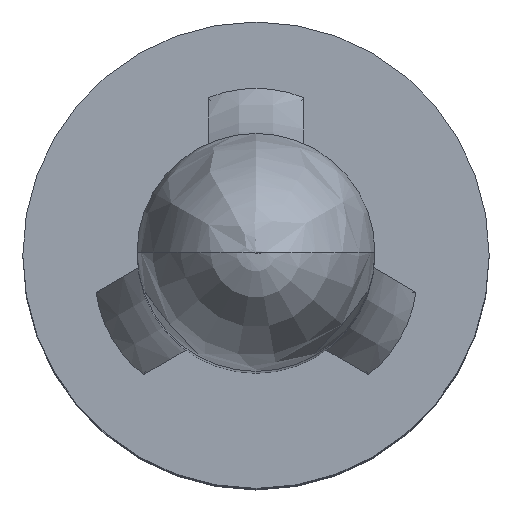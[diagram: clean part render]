
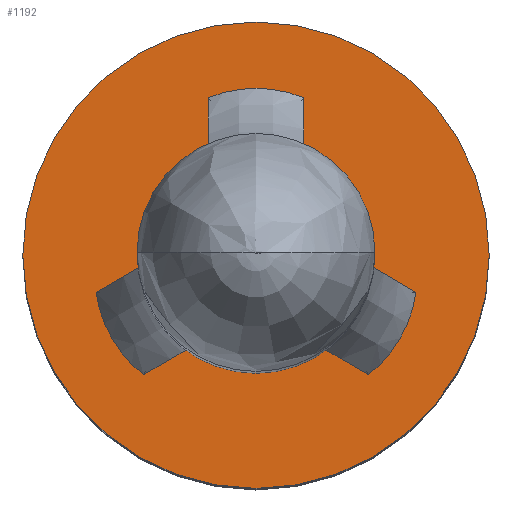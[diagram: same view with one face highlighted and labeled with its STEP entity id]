
A CAD part, top view. The second image highlights one B-rep face of the part: STEP entity #1192.
In plain terms, the highlighted planar face has unit normal (0, 0, 1).
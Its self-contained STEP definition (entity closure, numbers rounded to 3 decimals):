
#187=CARTESIAN_POINT('',(0.,0.,-5.5));
#188=DIRECTION('',(0.,0.,-1.));
#189=DIRECTION('',(-1.,0.,0.));
#190=AXIS2_PLACEMENT_3D('',#187,#188,#189);
#192=CARTESIAN_POINT('',(0.,0.,-5.5));
#193=DIRECTION('',(0.,0.,1.));
#194=DIRECTION('',(-1.,0.,0.));
#195=AXIS2_PLACEMENT_3D('',#192,#193,#194);
#197=DIRECTION('',(0.,-1.,0.));
#198=VECTOR('',#197,0.1);
#199=CARTESIAN_POINT('',(0.1,-1.045,-5.5));
#200=LINE('',#199,#198);
#201=CARTESIAN_POINT('',(0.,0.,-5.5));
#202=DIRECTION('',(0.,0.,1.));
#203=DIRECTION('',(0.087,-0.996,0.));
#204=AXIS2_PLACEMENT_3D('',#201,#202,#203);
#206=DIRECTION('',(0.,1.,0.));
#207=VECTOR('',#206,0.1);
#208=CARTESIAN_POINT('',(-0.1,-1.146,
-5.5));
#209=LINE('',#208,#207);
#264=CARTESIAN_POINT('',(0.,0.,-5.5));
#265=DIRECTION('',(0.,0.,1.));
#266=DIRECTION('',(-0.095,-0.995,0.));
#267=AXIS2_PLACEMENT_3D('',#264,#265,#266);
#784=CARTESIAN_POINT('',(-2.45,0.,-5.5));
#786=VERTEX_POINT('',#784);
#797=CARTESIAN_POINT('',(2.45,0.,-5.5));
#799=VERTEX_POINT('',#797);
#870=CARTESIAN_POINT('',(0.1,-1.045,-5.5));
#871=CARTESIAN_POINT('',(0.1,-1.146,-5.5));
#872=VERTEX_POINT('',#870);
#873=VERTEX_POINT('',#871);
#874=CARTESIAN_POINT('',(-0.1,-1.146,
-5.5));
#875=VERTEX_POINT('',#874);
#876=CARTESIAN_POINT('',(-0.1,-1.045,
-5.5));
#877=VERTEX_POINT('',#876);
#1173=CARTESIAN_POINT('',(0.,0.,-5.5));
#1174=DIRECTION('',(0.,0.,1.));
#1175=DIRECTION('',(-1.,0.,0.));
#1176=AXIS2_PLACEMENT_3D('',#1173,#1174,#1175);
#1177=PLANE('',#1176);
#1178=ORIENTED_EDGE('',*,*,#1168,.T.);
#1179=ORIENTED_EDGE('',*,*,#1152,.F.);
#1180=EDGE_LOOP('',(#1178,#1179));
#1181=FACE_OUTER_BOUND('',#1180,.F.);
#1183=ORIENTED_EDGE('',*,*,#1182,.T.);
#1185=ORIENTED_EDGE('',*,*,#1184,.T.);
#1187=ORIENTED_EDGE('',*,*,#1186,.T.);
#1189=ORIENTED_EDGE('',*,*,#1188,.T.);
#1190=EDGE_LOOP('',(#1183,#1185,#1187,#1189));
#1191=FACE_BOUND('',#1190,.F.);
#1192=ADVANCED_FACE('',(#1181,#1191),#1177,.T.);
#191=CIRCLE('',#190,2.45);
#196=CIRCLE('',#195,2.45);
#205=CIRCLE('',#204,1.15);
#268=CIRCLE('',#267,1.05);
#1152=EDGE_CURVE('',#786,#799,#196,.T.);
#1168=EDGE_CURVE('',#786,#799,#191,.T.);
#1182=EDGE_CURVE('',#872,#873,#200,.T.);
#1184=EDGE_CURVE('',#873,#875,#205,.T.);
#1186=EDGE_CURVE('',#875,#877,#209,.T.);
#1188=EDGE_CURVE('',#877,#872,#268,.T.);
